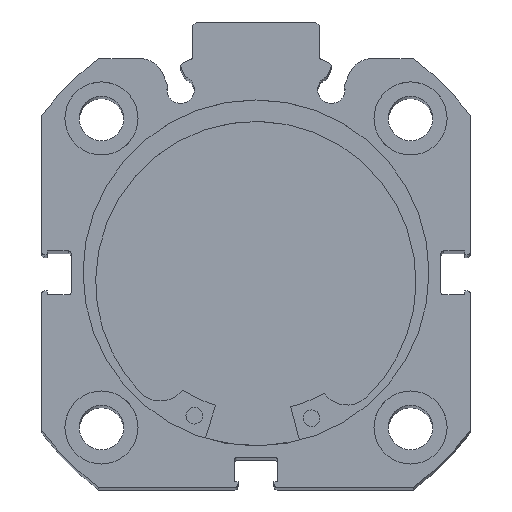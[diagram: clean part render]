
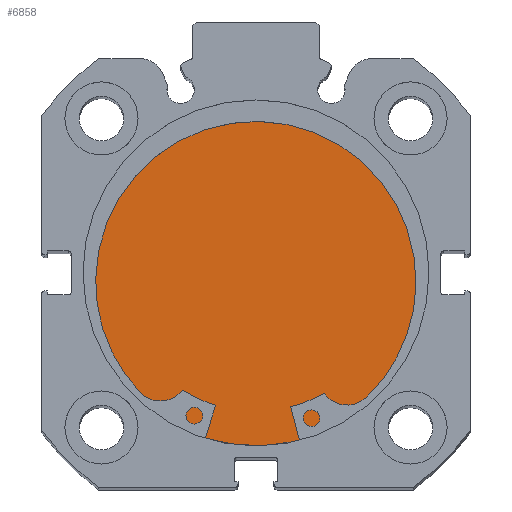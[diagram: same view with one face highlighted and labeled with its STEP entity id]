
A CAD part, top view. The second image highlights one B-rep face of the part: STEP entity #6858.
In plain terms, the highlighted face is planar.
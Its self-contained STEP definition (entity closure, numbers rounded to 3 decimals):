
#43 = EDGE_LOOP ( 'NONE', ( #3865, #3901 ) ) ;
#419 = CARTESIAN_POINT ( 'NONE',  ( 9., 0., 0. ) ) ;
#420 = DIRECTION ( 'NONE',  ( -1., 0., 0. ) ) ;
#421 = DIRECTION ( 'NONE',  ( 0., 0., 1. ) ) ;
#624 = CARTESIAN_POINT ( 'NONE',  ( 9., 0., 0. ) ) ;
#638 = DIRECTION ( 'NONE',  ( -1., 0., 0. ) ) ;
#639 = DIRECTION ( 'NONE',  ( 0., 0., 1. ) ) ;
#1210 = CARTESIAN_POINT ( 'NONE',  ( 9., 26., 0. ) ) ;
#1211 = PLANE ( 'NONE',  #4645 ) ;
#1213 = DIRECTION ( 'NONE',  ( -1., 0., 0. ) ) ;
#1214 = DIRECTION ( 'NONE',  ( 0., 0., 1. ) ) ;
#1543 = FACE_OUTER_BOUND ( 'NONE', #43, .T. ) ;
#3241 = CIRCLE ( 'NONE', #4461, 26. ) ;
#3345 = CIRCLE ( 'NONE', #4493, 26. ) ;
#3865 = ORIENTED_EDGE ( 'NONE', *, *, #5174, .F. ) ;
#3901 = ORIENTED_EDGE ( 'NONE', *, *, #5247, .F. ) ;
#4461 = AXIS2_PLACEMENT_3D ( 'NONE', #419, #420, #421 ) ;
#4493 = AXIS2_PLACEMENT_3D ( 'NONE', #624, #638, #639 ) ;
#4645 = AXIS2_PLACEMENT_3D ( 'NONE', #1210, #1213, #1214 ) ;
#5061 = VERTEX_POINT ( 'NONE', #6550 ) ;
#5063 = VERTEX_POINT ( 'NONE', #6551 ) ;
#5174 = EDGE_CURVE ( 'NONE', #5061, #5063, #3241, .T. ) ;
#5247 = EDGE_CURVE ( 'NONE', #5063, #5061, #3345, .T. ) ;
#6550 = CARTESIAN_POINT ( 'NONE',  ( 9., 0., 26. ) ) ;
#6551 = CARTESIAN_POINT ( 'NONE',  ( 9., 0., -26. ) ) ;
#6858 = ADVANCED_FACE ( 'NONE', ( #1543 ), #1211, .F. ) ;
